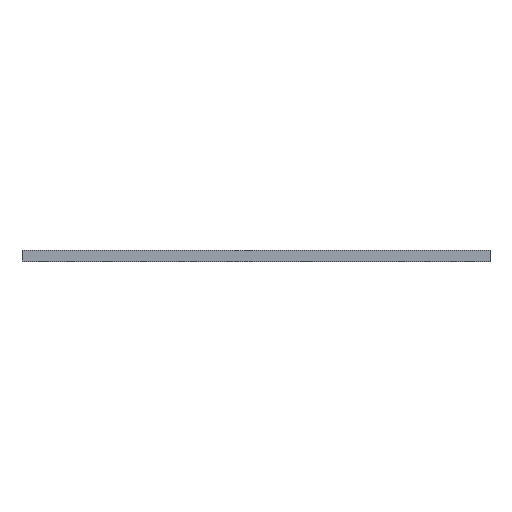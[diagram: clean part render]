
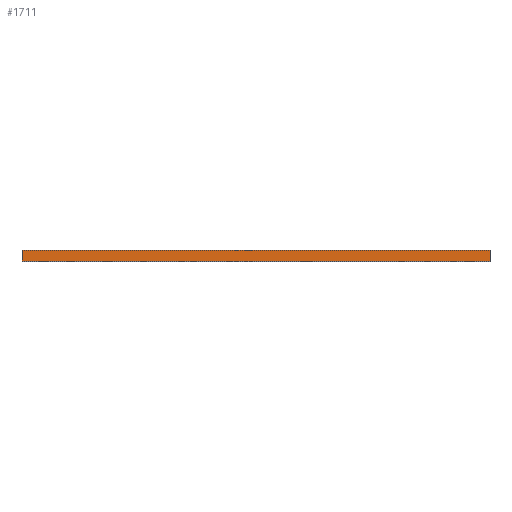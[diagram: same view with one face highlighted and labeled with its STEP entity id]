
A CAD part, top view. The second image highlights one B-rep face of the part: STEP entity #1711.
In plain terms, the highlighted planar face has unit normal (0, 0, 1).
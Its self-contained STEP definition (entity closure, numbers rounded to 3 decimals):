
#133 = PLANE ( 'NONE',  #2753 ) ;
#242 = CARTESIAN_POINT ( 'NONE',  ( 191.77, 8.992, 191.77 ) ) ;
#397 = DIRECTION ( 'NONE',  ( 1., 0., 0. ) ) ;
#404 = CARTESIAN_POINT ( 'NONE',  ( -191.77, 8.992, 191.77 ) ) ;
#421 = DIRECTION ( 'NONE',  ( 0., -1., 0. ) ) ;
#424 = FACE_OUTER_BOUND ( 'NONE', #960, .T. ) ;
#483 = CARTESIAN_POINT ( 'NONE',  ( 191.77, 8.992, 191.77 ) ) ;
#488 = ORIENTED_EDGE ( 'NONE', *, *, #3163, .T. ) ;
#632 = LINE ( 'NONE', #3216, #2199 ) ;
#733 = CARTESIAN_POINT ( 'NONE',  ( -191.77, 0., 191.77 ) ) ;
#763 = CARTESIAN_POINT ( 'NONE',  ( -191.77, 8.992, 191.77 ) ) ;
#897 = ORIENTED_EDGE ( 'NONE', *, *, #4141, .F. ) ;
#960 = EDGE_LOOP ( 'NONE', ( #2646, #970, #897, #488 ) ) ;
#970 = ORIENTED_EDGE ( 'NONE', *, *, #1011, .F. ) ;
#1011 = EDGE_CURVE ( 'NONE', #1966, #4047, #1542, .T. ) ;
#1320 = DIRECTION ( 'NONE',  ( 1., 0., 0. ) ) ;
#1366 = LINE ( 'NONE', #404, #2204 ) ;
#1385 = DIRECTION ( 'NONE',  ( -1., 0., 0. ) ) ;
#1542 = LINE ( 'NONE', #242, #3642 ) ;
#1711 = ADVANCED_FACE ( 'NONE', ( #424 ), #133, .F. ) ;
#1966 = VERTEX_POINT ( 'NONE', #483 ) ;
#1988 = CARTESIAN_POINT ( 'NONE',  ( 191.77, 0., 191.77 ) ) ;
#2199 = VECTOR ( 'NONE', #1320, 1000. ) ;
#2204 = VECTOR ( 'NONE', #421, 1000. ) ;
#2543 = CARTESIAN_POINT ( 'NONE',  ( -191.77, 8.992, 191.77 ) ) ;
#2639 = EDGE_CURVE ( 'NONE', #2657, #4047, #3685, .T. ) ;
#2646 = ORIENTED_EDGE ( 'NONE', *, *, #2639, .T. ) ;
#2657 = VERTEX_POINT ( 'NONE', #3991 ) ;
#2753 = AXIS2_PLACEMENT_3D ( 'NONE', #763, #2754, #1385 ) ;
#2754 = DIRECTION ( 'NONE',  ( 0., 0., -1. ) ) ;
#3020 = VECTOR ( 'NONE', #397, 1000. ) ;
#3163 = EDGE_CURVE ( 'NONE', #3996, #2657, #1366, .T. ) ;
#3216 = CARTESIAN_POINT ( 'NONE',  ( -191.77, 8.992, 191.77 ) ) ;
#3462 = DIRECTION ( 'NONE',  ( 0., -1., 0. ) ) ;
#3642 = VECTOR ( 'NONE', #3462, 1000. ) ;
#3685 = LINE ( 'NONE', #733, #3020 ) ;
#3991 = CARTESIAN_POINT ( 'NONE',  ( -191.77, 0., 191.77 ) ) ;
#3996 = VERTEX_POINT ( 'NONE', #2543 ) ;
#4047 = VERTEX_POINT ( 'NONE', #1988 ) ;
#4141 = EDGE_CURVE ( 'NONE', #3996, #1966, #632, .T. ) ;
